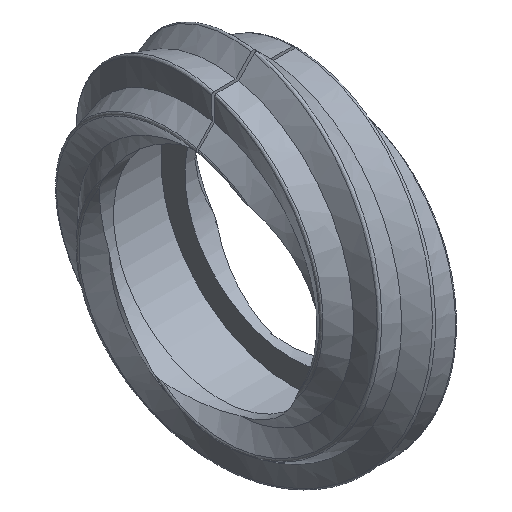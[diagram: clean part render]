
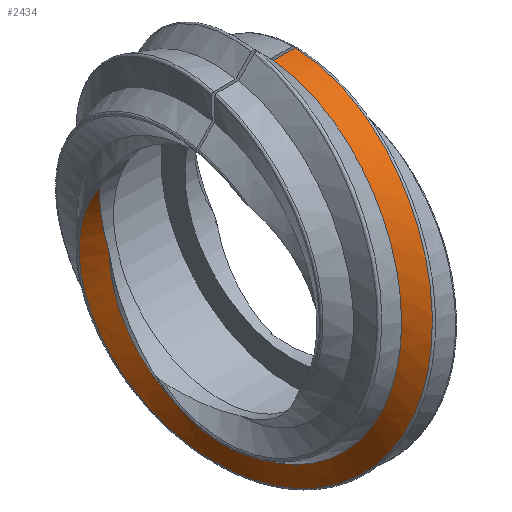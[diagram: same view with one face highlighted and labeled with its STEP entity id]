
A CAD part, isometric view. The second image highlights one B-rep face of the part: STEP entity #2434.
In plain terms, the highlighted free-form (B-spline) face has degree [3, 3] with [4, 17] control points.
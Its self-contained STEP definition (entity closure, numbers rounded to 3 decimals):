
#616 = VERTEX_POINT('',#617);
#617 = CARTESIAN_POINT('',(-4.934,11.734,
    -3.166));
#628 = EDGE_CURVE('',#616,#629,#631,.T.);
#629 = VERTEX_POINT('',#630);
#630 = CARTESIAN_POINT('',(-6.354,11.433,
    4.121));
#631 = B_SPLINE_CURVE_WITH_KNOTS('',3,(#632,#633,#634,#635,#636,#637),
  .UNSPECIFIED.,.F.,.F.,(4,2,4),(-0.56,-0.241,0.),
  .UNSPECIFIED.);
#632 = CARTESIAN_POINT('',(-4.934,11.734,
    -3.166));
#633 = CARTESIAN_POINT('',(-5.081,12.107,
    -1.78));
#634 = CARTESIAN_POINT('',(-5.274,12.23,
    -0.348));
#635 = CARTESIAN_POINT('',(-5.764,12.014,
    2.121));
#636 = CARTESIAN_POINT('',(-6.021,11.783,
    3.151));
#637 = CARTESIAN_POINT('',(-6.354,11.433,
    4.121));
#2367 = EDGE_CURVE('',#2368,#616,#2370,.T.);
#2368 = VERTEX_POINT('',#2369);
#2369 = CARTESIAN_POINT('',(1.958,0.,18.23));
#2370 = B_SPLINE_CURVE_WITH_KNOTS('',3,(#2371,#2372,#2373,#2374,#2375,
    #2376,#2377,#2378,#2379,#2380,#2381,#2382,#2383,#2384,#2385,#2386),
  .UNSPECIFIED.,.F.,.F.,(4,1,1,1,1,1,1,1,1,1,1,1,1,4),(0.,0.361
    ,0.723,1.084,1.445,1.927,
    2.168,2.89,2.981,3.252,
    3.613,3.974,4.336,4.449),
  .UNSPECIFIED.);
#2371 = CARTESIAN_POINT('',(1.958,0.,18.23));
#2372 = CARTESIAN_POINT('',(1.672,-2.196,
    18.348));
#2373 = CARTESIAN_POINT('',(1.08,-6.672,
    17.729));
#2374 = CARTESIAN_POINT('',(0.156,-12.603,
    14.294));
#2375 = CARTESIAN_POINT('',(-0.773,-16.795,
    8.878));
#2376 = CARTESIAN_POINT('',(-1.777,-18.84,1.576
    ));
#2377 = CARTESIAN_POINT('',(-2.616,-17.616,
    -5.08));
#2378 = CARTESIAN_POINT('',(-3.614,-13.018,
    -12.373));
#2379 = CARTESIAN_POINT('',(-4.201,-7.372,
    -15.348));
#2380 = CARTESIAN_POINT('',(-4.638,-1.561,
    -15.69));
#2381 = CARTESIAN_POINT('',(-4.88,2.222,
    -15.214));
#2382 = CARTESIAN_POINT('',(-5.084,6.732,-12.949
    ));
#2383 = CARTESIAN_POINT('',(-5.141,10.173,
    -9.098));
#2384 = CARTESIAN_POINT('',(-5.056,11.469,
    -5.605));
#2385 = CARTESIAN_POINT('',(-4.96,11.705,
    -3.632));
#2386 = CARTESIAN_POINT('',(-4.934,11.734,
    -3.166));
#2434 = ADVANCED_FACE('',(#2435),#2467,.T.);
#2435 = FACE_BOUND('',#2436,.T.);
#2436 = EDGE_LOOP('',(#2437,#2438,#2461,#2466));
#2437 = ORIENTED_EDGE('',*,*,#628,.T.);
#2438 = ORIENTED_EDGE('',*,*,#2439,.F.);
#2439 = EDGE_CURVE('',#2440,#629,#2442,.T.);
#2440 = VERTEX_POINT('',#2441);
#2441 = CARTESIAN_POINT('',(4.456,0.,18.23));
#2442 = B_SPLINE_CURVE_WITH_KNOTS('',3,(#2443,#2444,#2445,#2446,#2447,
    #2448,#2449,#2450,#2451,#2452,#2453,#2454,#2455,#2456,#2457,#2458,
    #2459,#2460),.UNSPECIFIED.,.F.,.F.,(4,1,1,1,1,1,1,1,1,1,1,1,1,1,1,4)
  ,(0.,0.37,0.739,1.109,1.479,
    1.972,2.218,2.588,2.957,
    3.327,3.42,3.697,4.067,
    4.436,4.806,5.058),.UNSPECIFIED.);
#2443 = CARTESIAN_POINT('',(4.456,0.,18.23));
#2444 = CARTESIAN_POINT('',(4.164,-2.246,
    18.505));
#2445 = CARTESIAN_POINT('',(3.529,-6.946,
    18.158));
#2446 = CARTESIAN_POINT('',(2.455,-13.444,
    14.824));
#2447 = CARTESIAN_POINT('',(1.297,-18.216,9.103)
  );
#2448 = CARTESIAN_POINT('',(-0.038,-20.665,
    1.082));
#2449 = CARTESIAN_POINT('',(-1.244,-19.344,
    -6.461));
#2450 = CARTESIAN_POINT('',(-2.399,-15.339,
    -12.652));
#2451 = CARTESIAN_POINT('',(-3.367,-10.214,
    -16.665));
#2452 = CARTESIAN_POINT('',(-4.341,-3.342,
    -18.512));
#2453 = CARTESIAN_POINT('',(-4.96,1.73,
    -17.81));
#2454 = CARTESIAN_POINT('',(-5.437,5.749,
    -16.193));
#2455 = CARTESIAN_POINT('',(-5.853,9.307,
    -13.848));
#2456 = CARTESIAN_POINT('',(-6.264,12.636,
    -9.34));
#2457 = CARTESIAN_POINT('',(-6.499,13.992,
    -3.807));
#2458 = CARTESIAN_POINT('',(-6.509,13.274,
    0.841));
#2459 = CARTESIAN_POINT('',(-6.411,12.032,
    3.249));
#2460 = CARTESIAN_POINT('',(-6.354,11.433,
    4.12));
#2461 = ORIENTED_EDGE('',*,*,#2462,.T.);
#2462 = EDGE_CURVE('',#2440,#2368,#2463,.T.);
#2463 = B_SPLINE_CURVE_WITH_KNOTS('',1,(#2464,#2465),.UNSPECIFIED.,.F.,
  .F.,(2,2),(0.,1.85),.PIECEWISE_BEZIER_KNOTS.);
#2464 = CARTESIAN_POINT('',(4.456,0.,18.23));
#2465 = CARTESIAN_POINT('',(1.958,0.,18.23));
#2466 = ORIENTED_EDGE('',*,*,#2367,.T.);
#2467 = B_SPLINE_SURFACE_WITH_KNOTS('',3,3,(
    (#2468,#2469,#2470,#2471,#2472,#2473,#2474,#2475,#2476,#2477,#2478
      ,#2479,#2480,#2481,#2482,#2483,#2484)
    ,(#2485,#2486,#2487,#2488,#2489,#2490,#2491,#2492,#2493,#2494,#2495
      ,#2496,#2497,#2498,#2499,#2500,#2501)
    ,(#2502,#2503,#2504,#2505,#2506,#2507,#2508,#2509,#2510,#2511,#2512
      ,#2513,#2514,#2515,#2516,#2517,#2518)
    ,(#2519,#2520,#2521,#2522,#2523,#2524,#2525,#2526,#2527,#2528,#2529
      ,#2530,#2531,#2532,#2533,#2534,#2535
    )),.UNSPECIFIED.,.F.,.F.,.F.,(4,4),(4,1,1,1,1,1,1,1,1,1,1,1,1,1,4),(
    0.,0.185),(0.,0.361,0.723,1.084,
    1.445,1.927,2.168,2.89,
    2.981,3.252,3.613,3.974,
    4.336,4.697,5.058),.UNSPECIFIED.);
#2468 = CARTESIAN_POINT('',(4.456,0.,18.23));
#2469 = CARTESIAN_POINT('',(4.171,-2.196,
    18.499));
#2470 = CARTESIAN_POINT('',(3.551,-6.783,
    18.181));
#2471 = CARTESIAN_POINT('',(2.505,-13.167,
    15.012));
#2472 = CARTESIAN_POINT('',(1.378,-17.945,
    9.542));
#2473 = CARTESIAN_POINT('',(0.074,-20.586,
    1.786));
#2474 = CARTESIAN_POINT('',(-1.106,-19.603,
    -5.611));
#2475 = CARTESIAN_POINT('',(-2.621,-14.816,
    -13.985));
#2476 = CARTESIAN_POINT('',(-3.635,-8.504,
    -17.625));
#2477 = CARTESIAN_POINT('',(-4.522,-1.814,
    -18.19));
#2478 = CARTESIAN_POINT('',(-5.067,2.578,
    -17.735));
#2479 = CARTESIAN_POINT('',(-5.683,7.878,
    -15.165));
#2480 = CARTESIAN_POINT('',(-6.17,11.921,
    -10.658));
#2481 = CARTESIAN_POINT('',(-6.455,13.833,
    -5.316));
#2482 = CARTESIAN_POINT('',(-6.529,13.612,
    -0.064));
#2483 = CARTESIAN_POINT('',(-6.435,12.29,
    2.874));
#2484 = CARTESIAN_POINT('',(-6.354,11.433,
    4.121));
#2485 = CARTESIAN_POINT('',(3.623,0.,18.23));
#2486 = CARTESIAN_POINT('',(3.338,-2.196,
    18.448));
#2487 = CARTESIAN_POINT('',(2.727,-6.746,
    18.03));
#2488 = CARTESIAN_POINT('',(1.722,-12.979,
    14.772));
#2489 = CARTESIAN_POINT('',(0.661,-17.562,
    9.321));
#2490 = CARTESIAN_POINT('',(-0.543,-20.004,
    1.716));
#2491 = CARTESIAN_POINT('',(-1.609,-18.941,
    -5.434));
#2492 = CARTESIAN_POINT('',(-2.952,-14.217,
    -13.448));
#2493 = CARTESIAN_POINT('',(-3.823,-8.126,
    -16.866));
#2494 = CARTESIAN_POINT('',(-4.561,-1.729,
    -17.357));
#2495 = CARTESIAN_POINT('',(-5.004,2.459,
    -16.895));
#2496 = CARTESIAN_POINT('',(-5.484,7.496,
    -14.426));
#2497 = CARTESIAN_POINT('',(-5.827,11.339,
    -10.138));
#2498 = CARTESIAN_POINT('',(-5.98,13.173,
    -5.066));
#2499 = CARTESIAN_POINT('',(-5.937,13.006,
    -0.068));
#2500 = CARTESIAN_POINT('',(-5.779,11.786,2.753)
  );
#2501 = CARTESIAN_POINT('',(-5.669,10.987,
    3.96));
#2502 = CARTESIAN_POINT('',(2.79,0.,18.23));
#2503 = CARTESIAN_POINT('',(2.505,-2.196,
    18.398));
#2504 = CARTESIAN_POINT('',(1.904,-6.709,
    17.88));
#2505 = CARTESIAN_POINT('',(0.939,-12.791,
    14.533));
#2506 = CARTESIAN_POINT('',(-0.056,-17.179,
    9.1));
#2507 = CARTESIAN_POINT('',(-1.16,-19.422,
    1.646));
#2508 = CARTESIAN_POINT('',(-2.113,-18.279,
    -5.257));
#2509 = CARTESIAN_POINT('',(-3.283,-13.617,
    -12.911));
#2510 = CARTESIAN_POINT('',(-4.012,-7.749,
    -16.107));
#2511 = CARTESIAN_POINT('',(-4.599,-1.645,
    -16.524));
#2512 = CARTESIAN_POINT('',(-4.942,2.341,-16.055
    ));
#2513 = CARTESIAN_POINT('',(-5.284,7.114,
    -13.688));
#2514 = CARTESIAN_POINT('',(-5.484,10.756,
    -9.618));
#2515 = CARTESIAN_POINT('',(-5.505,12.514,
    -4.817));
#2516 = CARTESIAN_POINT('',(-5.346,12.4,
    -0.072));
#2517 = CARTESIAN_POINT('',(-5.123,11.282,
    2.632));
#2518 = CARTESIAN_POINT('',(-4.984,10.541,
    3.799));
#2519 = CARTESIAN_POINT('',(1.958,0.,18.23));
#2520 = CARTESIAN_POINT('',(1.672,-2.196,
    18.348));
#2521 = CARTESIAN_POINT('',(1.08,-6.672,
    17.729));
#2522 = CARTESIAN_POINT('',(0.156,-12.603,
    14.294));
#2523 = CARTESIAN_POINT('',(-0.773,-16.795,
    8.878));
#2524 = CARTESIAN_POINT('',(-1.777,-18.84,1.576
    ));
#2525 = CARTESIAN_POINT('',(-2.616,-17.616,
    -5.08));
#2526 = CARTESIAN_POINT('',(-3.614,-13.018,
    -12.373));
#2527 = CARTESIAN_POINT('',(-4.201,-7.372,
    -15.348));
#2528 = CARTESIAN_POINT('',(-4.638,-1.561,
    -15.69));
#2529 = CARTESIAN_POINT('',(-4.88,2.222,
    -15.214));
#2530 = CARTESIAN_POINT('',(-5.084,6.732,-12.949
    ));
#2531 = CARTESIAN_POINT('',(-5.141,10.173,
    -9.098));
#2532 = CARTESIAN_POINT('',(-5.03,11.854,
    -4.567));
#2533 = CARTESIAN_POINT('',(-4.754,11.794,
    -0.075));
#2534 = CARTESIAN_POINT('',(-4.467,10.778,
    2.511));
#2535 = CARTESIAN_POINT('',(-4.299,10.096,
    3.639));
